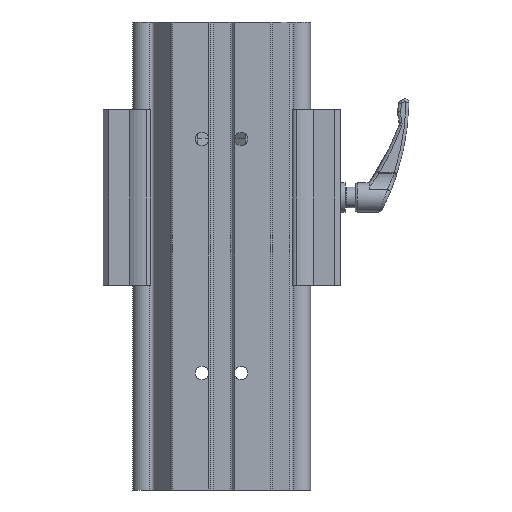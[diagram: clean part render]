
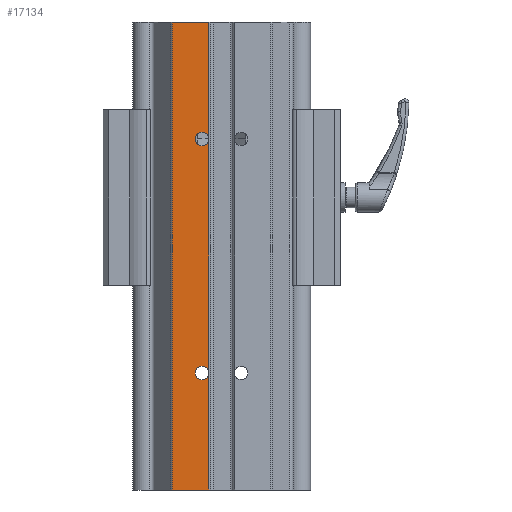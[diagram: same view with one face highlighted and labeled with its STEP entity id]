
A CAD part, front view. The second image highlights one B-rep face of the part: STEP entity #17134.
In plain terms, the highlighted planar face has unit normal (0, -1, 0).
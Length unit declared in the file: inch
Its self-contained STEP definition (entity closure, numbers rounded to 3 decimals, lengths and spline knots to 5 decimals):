
#81 = DIRECTION ( 'NONE',  ( 0., -1., 0. ) ) ;
#506 = CARTESIAN_POINT ( 'NONE',  ( -0.5, 0., -3. ) ) ;
#887 = EDGE_CURVE ( 'NONE', #4834, #10597, #16502, .T. ) ;
#1017 = CARTESIAN_POINT ( 'NONE',  ( -0.5, 0., -9.172 ) ) ;
#1055 = AXIS2_PLACEMENT_3D ( 'NONE', #5751, #1771, #11191 ) ;
#1327 = ORIENTED_EDGE ( 'NONE', *, *, #6827, .T. ) ;
#1594 = EDGE_LOOP ( 'NONE', ( #13434, #4553, #1327, #12973, #8924, #10838, #3397, #9947, #8986, #15276, #14355, #11447 ) ) ;
#1729 = CIRCLE ( 'NONE', #11773, 0.172 ) ;
#1771 = DIRECTION ( 'NONE',  ( 0., -1., 0. ) ) ;
#1992 = VERTEX_POINT ( 'NONE', #6529 ) ;
#2025 = DIRECTION ( 'NONE',  ( 0., 0., 1. ) ) ;
#2051 = CARTESIAN_POINT ( 'NONE',  ( -1.2612, 0., -12. ) ) ;
#2077 = AXIS2_PLACEMENT_3D ( 'NONE', #2728, #8376, #17677 ) ;
#2193 = CARTESIAN_POINT ( 'NONE',  ( -0.33328, 0., -12. ) ) ;
#2240 = CARTESIAN_POINT ( 'NONE',  ( -0.33328, 0., -2.9577 ) ) ;
#2242 = VERTEX_POINT ( 'NONE', #12958 ) ;
#2533 = VECTOR ( 'NONE', #17510, 39.37008 ) ;
#2605 = DIRECTION ( 'NONE',  ( 0., 0., 1. ) ) ;
#2728 = CARTESIAN_POINT ( 'NONE',  ( -0.5, 0., -9. ) ) ;
#2872 = FACE_OUTER_BOUND ( 'NONE', #1594, .T. ) ;
#2920 = CIRCLE ( 'NONE', #2077, 0.172 ) ;
#3018 = VECTOR ( 'NONE', #2025, 39.37008 ) ;
#3147 = EDGE_CURVE ( 'NONE', #16545, #8582, #12846, .T. ) ;
#3192 = DIRECTION ( 'NONE',  ( 0., 0., 1. ) ) ;
#3287 = AXIS2_PLACEMENT_3D ( 'NONE', #7002, #4311, #15204 ) ;
#3323 = DIRECTION ( 'NONE',  ( 1., 0., 0. ) ) ;
#3346 = EDGE_CURVE ( 'NONE', #17362, #2242, #2920, .T. ) ;
#3397 = ORIENTED_EDGE ( 'NONE', *, *, #887, .F. ) ;
#3428 = CARTESIAN_POINT ( 'NONE',  ( -1.2612, 0., 0. ) ) ;
#3480 = VERTEX_POINT ( 'NONE', #11937 ) ;
#4311 = DIRECTION ( 'NONE',  ( 0., -1., 0. ) ) ;
#4553 = ORIENTED_EDGE ( 'NONE', *, *, #5741, .T. ) ;
#4834 = VERTEX_POINT ( 'NONE', #5934 ) ;
#4892 = LINE ( 'NONE', #13131, #3018 ) ;
#5102 = VECTOR ( 'NONE', #2605, 39.37008 ) ;
#5191 = EDGE_CURVE ( 'NONE', #3480, #1992, #10313, .T. ) ;
#5419 = CARTESIAN_POINT ( 'NONE',  ( -1.2612, 0., -12. ) ) ;
#5553 = DIRECTION ( 'NONE',  ( 1., 0., 0. ) ) ;
#5741 = EDGE_CURVE ( 'NONE', #7895, #6949, #1729, .T. ) ;
#5751 = CARTESIAN_POINT ( 'NONE',  ( -1.2612, 0., -12. ) ) ;
#5838 = PLANE ( 'NONE',  #1055 ) ;
#5934 = CARTESIAN_POINT ( 'NONE',  ( -0.5, 0., -2.828 ) ) ;
#6355 = CIRCLE ( 'NONE', #9492, 0.172 ) ;
#6403 = CARTESIAN_POINT ( 'NONE',  ( -0.33328, 0., -3.0423 ) ) ;
#6429 = CIRCLE ( 'NONE', #3287, 0.172 ) ;
#6529 = CARTESIAN_POINT ( 'NONE',  ( -0.33328, 0., -12. ) ) ;
#6827 = EDGE_CURVE ( 'NONE', #6949, #17362, #15715, .T. ) ;
#6892 = CARTESIAN_POINT ( 'NONE',  ( -0.5, 0., -3. ) ) ;
#6949 = VERTEX_POINT ( 'NONE', #1017 ) ;
#6957 = CARTESIAN_POINT ( 'NONE',  ( -0.5, 0., -9. ) ) ;
#7002 = CARTESIAN_POINT ( 'NONE',  ( -0.5, 0., -3. ) ) ;
#7156 = DIRECTION ( 'NONE',  ( 0., -1., 0. ) ) ;
#7238 = VECTOR ( 'NONE', #12935, 39.37008 ) ;
#7343 = CARTESIAN_POINT ( 'NONE',  ( -0.5, 0., -8.828 ) ) ;
#7501 = VERTEX_POINT ( 'NONE', #3428 ) ;
#7895 = VERTEX_POINT ( 'NONE', #12567 ) ;
#7908 = CARTESIAN_POINT ( 'NONE',  ( -0.33328, 0., -12. ) ) ;
#8136 = DIRECTION ( 'NONE',  ( 0., 0., 1. ) ) ;
#8169 = VECTOR ( 'NONE', #10877, 39.37008 ) ;
#8245 = AXIS2_PLACEMENT_3D ( 'NONE', #506, #7156, #11512 ) ;
#8376 = DIRECTION ( 'NONE',  ( 0., 1., 0. ) ) ;
#8479 = EDGE_CURVE ( 'NONE', #10597, #12212, #6355, .T. ) ;
#8582 = VERTEX_POINT ( 'NONE', #9116 ) ;
#8924 = ORIENTED_EDGE ( 'NONE', *, *, #9579, .T. ) ;
#8986 = ORIENTED_EDGE ( 'NONE', *, *, #3147, .T. ) ;
#9116 = CARTESIAN_POINT ( 'NONE',  ( -0.33328, 0., 0. ) ) ;
#9492 = AXIS2_PLACEMENT_3D ( 'NONE', #6892, #81, #5553 ) ;
#9579 = EDGE_CURVE ( 'NONE', #2242, #12212, #4892, .T. ) ;
#9814 = CARTESIAN_POINT ( 'NONE',  ( -0.5, 0., -9. ) ) ;
#9947 = ORIENTED_EDGE ( 'NONE', *, *, #15716, .F. ) ;
#10037 = VECTOR ( 'NONE', #3323, 39.37008 ) ;
#10313 = LINE ( 'NONE', #2051, #10037 ) ;
#10597 = VERTEX_POINT ( 'NONE', #14614 ) ;
#10838 = ORIENTED_EDGE ( 'NONE', *, *, #8479, .F. ) ;
#10877 = DIRECTION ( 'NONE',  ( 0., 0., 1. ) ) ;
#11191 = DIRECTION ( 'NONE',  ( 1., 0., 0. ) ) ;
#11447 = ORIENTED_EDGE ( 'NONE', *, *, #5191, .T. ) ;
#11512 = DIRECTION ( 'NONE',  ( 1., 0., 0. ) ) ;
#11773 = AXIS2_PLACEMENT_3D ( 'NONE', #6957, #14898, #8136 ) ;
#11805 = LINE ( 'NONE', #17254, #2533 ) ;
#11937 = CARTESIAN_POINT ( 'NONE',  ( -1.2612, 0., -12. ) ) ;
#12212 = VERTEX_POINT ( 'NONE', #6403 ) ;
#12557 = EDGE_CURVE ( 'NONE', #1992, #7895, #14671, .T. ) ;
#12567 = CARTESIAN_POINT ( 'NONE',  ( -0.33328, 0., -9.0423 ) ) ;
#12843 = AXIS2_PLACEMENT_3D ( 'NONE', #9814, #16775, #3192 ) ;
#12846 = LINE ( 'NONE', #2193, #7238 ) ;
#12935 = DIRECTION ( 'NONE',  ( 0., 0., 1. ) ) ;
#12958 = CARTESIAN_POINT ( 'NONE',  ( -0.33328, 0., -8.9577 ) ) ;
#12973 = ORIENTED_EDGE ( 'NONE', *, *, #3346, .T. ) ;
#13131 = CARTESIAN_POINT ( 'NONE',  ( -0.33328, 0., -12. ) ) ;
#13434 = ORIENTED_EDGE ( 'NONE', *, *, #12557, .T. ) ;
#14355 = ORIENTED_EDGE ( 'NONE', *, *, #16120, .F. ) ;
#14614 = CARTESIAN_POINT ( 'NONE',  ( -0.5, 0., -3.172 ) ) ;
#14671 = LINE ( 'NONE', #7908, #5102 ) ;
#14898 = DIRECTION ( 'NONE',  ( 0., 1., 0. ) ) ;
#15204 = DIRECTION ( 'NONE',  ( 1., 0., 0. ) ) ;
#15244 = LINE ( 'NONE', #5419, #8169 ) ;
#15276 = ORIENTED_EDGE ( 'NONE', *, *, #17521, .F. ) ;
#15715 = CIRCLE ( 'NONE', #12843, 0.172 ) ;
#15716 = EDGE_CURVE ( 'NONE', #16545, #4834, #6429, .T. ) ;
#16120 = EDGE_CURVE ( 'NONE', #3480, #7501, #15244, .T. ) ;
#16502 = CIRCLE ( 'NONE', #8245, 0.172 ) ;
#16545 = VERTEX_POINT ( 'NONE', #2240 ) ;
#16775 = DIRECTION ( 'NONE',  ( 0., 1., 0. ) ) ;
#17134 = ADVANCED_FACE ( 'NONE', ( #2872 ), #5838, .T. ) ;
#17254 = CARTESIAN_POINT ( 'NONE',  ( -1.2612, 0., 0. ) ) ;
#17362 = VERTEX_POINT ( 'NONE', #7343 ) ;
#17510 = DIRECTION ( 'NONE',  ( 1., 0., 0. ) ) ;
#17521 = EDGE_CURVE ( 'NONE', #7501, #8582, #11805, .T. ) ;
#17677 = DIRECTION ( 'NONE',  ( 0., 0., 1. ) ) ;
